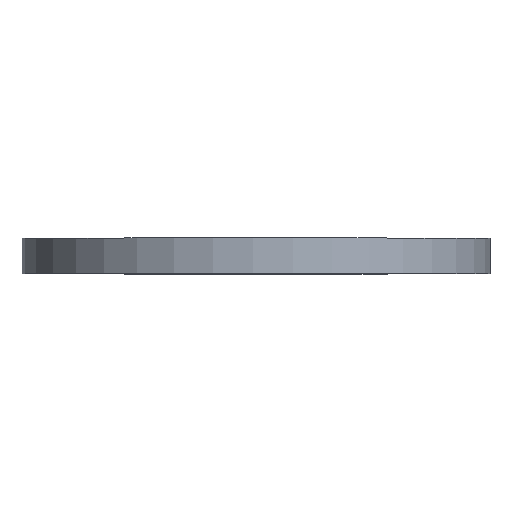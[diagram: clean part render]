
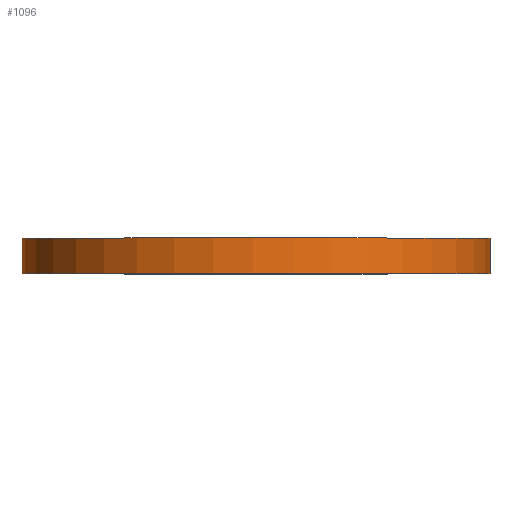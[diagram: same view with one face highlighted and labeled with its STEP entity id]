
A CAD part, top view. The second image highlights one B-rep face of the part: STEP entity #1096.
In plain terms, the highlighted cylindrical face has radius 79.5 mm (diameter 159 mm), a full revolution.
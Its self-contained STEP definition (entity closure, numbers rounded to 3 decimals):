
#24=CYLINDRICAL_SURFACE('',#1173,79.5);
#33=CIRCLE('',#1155,79.5);
#34=CIRCLE('',#1156,79.5);
#37=CIRCLE('',#1160,79.5);
#38=CIRCLE('',#1161,79.5);
#177=FACE_OUTER_BOUND('',#256,.T.);
#256=EDGE_LOOP('',(#936,#937,#938,#939,#940,#941));
#350=LINE('',#2039,#435);
#435=VECTOR('',#1363,79.5);
#522=VERTEX_POINT('',#2003);
#523=VERTEX_POINT('',#2004);
#526=VERTEX_POINT('',#2012);
#527=VERTEX_POINT('',#2013);
#661=EDGE_CURVE('',#522,#523,#33,.T.);
#662=EDGE_CURVE('',#523,#522,#34,.T.);
#665=EDGE_CURVE('',#526,#527,#37,.T.);
#666=EDGE_CURVE('',#527,#526,#38,.T.);
#678=EDGE_CURVE('',#523,#527,#350,.T.);
#936=ORIENTED_EDGE('',*,*,#661,.T.);
#937=ORIENTED_EDGE('',*,*,#678,.T.);
#938=ORIENTED_EDGE('',*,*,#666,.T.);
#939=ORIENTED_EDGE('',*,*,#665,.T.);
#940=ORIENTED_EDGE('',*,*,#678,.F.);
#941=ORIENTED_EDGE('',*,*,#662,.T.);
#1096=ADVANCED_FACE('',(#177),#24,.T.);
#1155=AXIS2_PLACEMENT_3D('',#2005,#1324,#1325);
#1156=AXIS2_PLACEMENT_3D('',#2006,#1326,#1327);
#1160=AXIS2_PLACEMENT_3D('',#2014,#1334,#1335);
#1161=AXIS2_PLACEMENT_3D('',#2015,#1336,#1337);
#1173=AXIS2_PLACEMENT_3D('',#2038,#1361,#1362);
#1324=DIRECTION('center_axis',(0.,1.,0.));
#1325=DIRECTION('ref_axis',(1.,0.,0.));
#1326=DIRECTION('center_axis',(0.,1.,0.));
#1327=DIRECTION('ref_axis',(1.,0.,0.));
#1334=DIRECTION('center_axis',(0.,-1.,0.));
#1335=DIRECTION('ref_axis',(1.,0.,0.));
#1336=DIRECTION('center_axis',(0.,-1.,0.));
#1337=DIRECTION('ref_axis',(1.,0.,0.));
#1361=DIRECTION('center_axis',(0.,-1.,0.));
#1362=DIRECTION('ref_axis',(1.,0.,0.));
#1363=DIRECTION('',(0.,1.,0.));
#2003=CARTESIAN_POINT('',(-589.82,154.289,607.49));
#2004=CARTESIAN_POINT('',(-621.188,154.289,670.763));
#2005=CARTESIAN_POINT('Origin',(-541.688,154.289,670.763));
#2006=CARTESIAN_POINT('Origin',(-541.688,154.289,670.763));
#2012=CARTESIAN_POINT('',(-589.82,166.289,607.49));
#2013=CARTESIAN_POINT('',(-621.188,166.289,670.763));
#2014=CARTESIAN_POINT('Origin',(-541.688,166.289,670.763));
#2015=CARTESIAN_POINT('Origin',(-541.688,166.289,670.763));
#2038=CARTESIAN_POINT('Origin',(-541.688,166.289,670.763));
#2039=CARTESIAN_POINT('',(-621.188,166.289,670.763));
